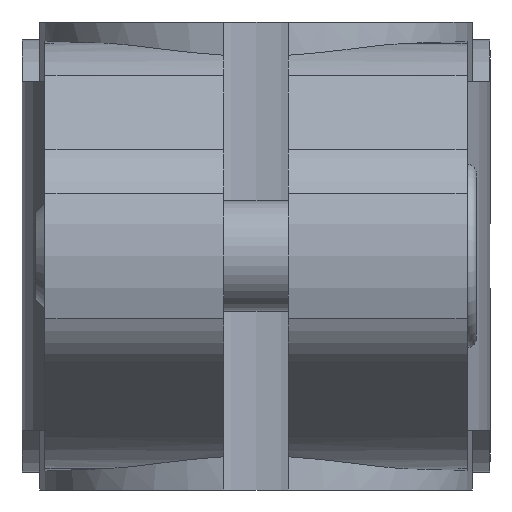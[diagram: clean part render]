
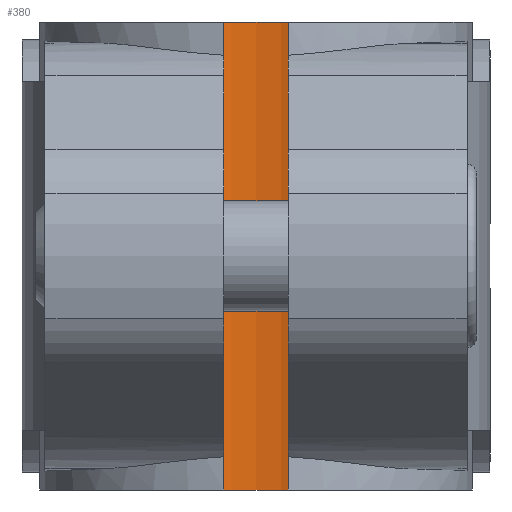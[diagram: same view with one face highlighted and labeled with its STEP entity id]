
A CAD part, left-side view. The second image highlights one B-rep face of the part: STEP entity #380.
In plain terms, the highlighted cylindrical face has radius 8.05 mm (diameter 16.1 mm), a partial arc.
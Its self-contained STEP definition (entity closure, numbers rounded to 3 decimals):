
#380 = ADVANCED_FACE( '', ( #822 ), #823, .F. );
#822 = FACE_OUTER_BOUND( '', #1307, .T. );
#823 = CYLINDRICAL_SURFACE( '', #1308, 8.05 );
#1307 = EDGE_LOOP( '', ( #2409, #2410, #2411, #2412 ) );
#1308 = AXIS2_PLACEMENT_3D( '', #2413, #2414, #2415 );
#2409 = ORIENTED_EDGE( '', *, *, #2904, .F. );
#2410 = ORIENTED_EDGE( '', *, *, #3238, .F. );
#2411 = ORIENTED_EDGE( '', *, *, #3185, .T. );
#2412 = ORIENTED_EDGE( '', *, *, #3099, .T. );
#2413 = CARTESIAN_POINT( '', ( 0., 0., 12.75 ) );
#2414 = DIRECTION( '', ( 0., 0., 1. ) );
#2415 = DIRECTION( '', ( -1., 0., 0. ) );
#2904 = EDGE_CURVE( '', #3521, #3523, #3524, .T. );
#3099 = EDGE_CURVE( '', #3832, #3523, #3833, .T. );
#3185 = EDGE_CURVE( '', #3947, #3832, #3948, .T. );
#3238 = EDGE_CURVE( '', #3947, #3521, #4010, .T. );
#3521 = VERTEX_POINT( '', #4395 );
#3523 = VERTEX_POINT( '', #4398 );
#3524 = CIRCLE( '', #4399, 8.05 );
#3832 = VERTEX_POINT( '', #4837 );
#3833 = LINE( '', #4838, #4839 );
#3947 = VERTEX_POINT( '', #5026 );
#3948 = CIRCLE( '', #5027, 8.05 );
#4010 = LINE( '', #5120, #5121 );
#4395 = CARTESIAN_POINT( '', ( -7.857, -1.75, -12.75 ) );
#4398 = CARTESIAN_POINT( '', ( -7.857, 1.75, -12.75 ) );
#4399 = AXIS2_PLACEMENT_3D( '', #5357, #5358, #5359 );
#4837 = CARTESIAN_POINT( '', ( -7.857, 1.75, 12.75 ) );
#4838 = CARTESIAN_POINT( '', ( -7.857, 1.75, 12.75 ) );
#4839 = VECTOR( '', #5609, 1000. );
#5026 = CARTESIAN_POINT( '', ( -7.857, -1.75, 12.75 ) );
#5027 = AXIS2_PLACEMENT_3D( '', #5693, #5694, #5695 );
#5120 = CARTESIAN_POINT( '', ( -7.857, -1.75, 12.75 ) );
#5121 = VECTOR( '', #5739, 1000. );
#5357 = CARTESIAN_POINT( '', ( 0., 0., -12.75 ) );
#5358 = DIRECTION( '', ( 0., 0., 1. ) );
#5359 = DIRECTION( '', ( 1., 0., 0. ) );
#5609 = DIRECTION( '', ( 0., 0., -1. ) );
#5693 = CARTESIAN_POINT( '', ( 0., 0., 12.75 ) );
#5694 = DIRECTION( '', ( 0., 0., 1. ) );
#5695 = DIRECTION( '', ( 1., 0., 0. ) );
#5739 = DIRECTION( '', ( 0., 0., -1. ) );
